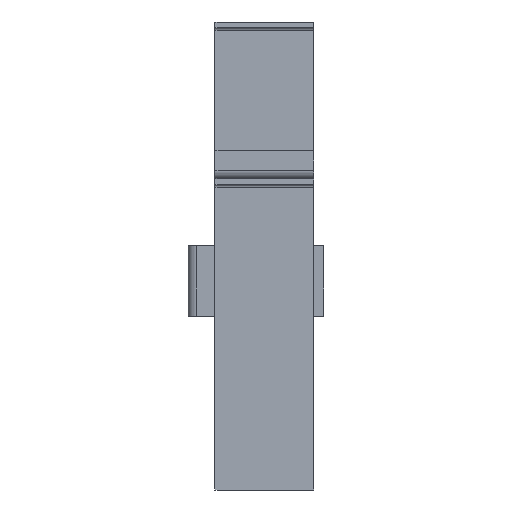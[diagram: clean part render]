
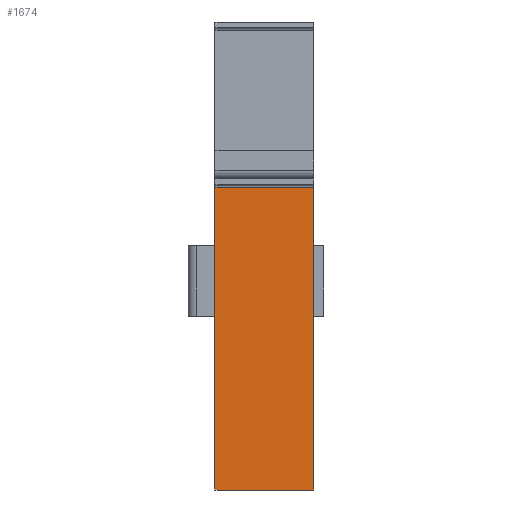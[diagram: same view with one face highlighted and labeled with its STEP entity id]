
A CAD part, front view. The second image highlights one B-rep face of the part: STEP entity #1674.
In plain terms, the highlighted planar face has unit normal (0, -1, 0).
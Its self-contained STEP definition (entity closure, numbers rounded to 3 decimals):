
#41 = CARTESIAN_POINT ( 'NONE',  ( 3., -2., -17.5 ) ) ;
#151 = CARTESIAN_POINT ( 'NONE',  ( 110., -2., -17.5 ) ) ;
#215 = CARTESIAN_POINT ( 'NONE',  ( 0., -2., 17.5 ) ) ;
#228 = EDGE_CURVE ( 'NONE', #1147, #1007, #1033, .T. ) ;
#323 = DIRECTION ( 'NONE',  ( 0., 0., -1. ) ) ;
#324 = CARTESIAN_POINT ( 'NONE',  ( 3., -2., 17.5 ) ) ;
#403 = ORIENTED_EDGE ( 'NONE', *, *, #2122, .F. ) ;
#446 = EDGE_CURVE ( 'NONE', #1147, #1450, #1574, .T. ) ;
#521 = LINE ( 'NONE', #1419, #1701 ) ;
#547 = ORIENTED_EDGE ( 'NONE', *, *, #1400, .F. ) ;
#721 = CARTESIAN_POINT ( 'NONE',  ( 3., -2., 17.5 ) ) ;
#808 = EDGE_LOOP ( 'NONE', ( #2409, #991, #403, #547 ) ) ;
#828 = FACE_OUTER_BOUND ( 'NONE', #808, .T. ) ;
#920 = VECTOR ( 'NONE', #1996, 1000. ) ;
#991 = ORIENTED_EDGE ( 'NONE', *, *, #228, .T. ) ;
#1007 = VERTEX_POINT ( 'NONE', #151 ) ;
#1020 = DIRECTION ( 'NONE',  ( 0., 1., 0. ) ) ;
#1033 = LINE ( 'NONE', #1226, #920 ) ;
#1046 = VECTOR ( 'NONE', #1908, 1000. ) ;
#1147 = VERTEX_POINT ( 'NONE', #41 ) ;
#1154 = VECTOR ( 'NONE', #2017, 1000. ) ;
#1193 = PLANE ( 'NONE',  #2399 ) ;
#1208 = DIRECTION ( 'NONE',  ( 0., 0., 1. ) ) ;
#1226 = CARTESIAN_POINT ( 'NONE',  ( 0., -2., -17.5 ) ) ;
#1400 = EDGE_CURVE ( 'NONE', #1450, #2071, #1553, .T. ) ;
#1419 = CARTESIAN_POINT ( 'NONE',  ( 110., -2., 17.5 ) ) ;
#1450 = VERTEX_POINT ( 'NONE', #721 ) ;
#1553 = LINE ( 'NONE', #215, #1046 ) ;
#1574 = LINE ( 'NONE', #324, #1154 ) ;
#1674 = ADVANCED_FACE ( 'NONE', ( #828 ), #1193, .F. ) ;
#1701 = VECTOR ( 'NONE', #323, 1000. ) ;
#1887 = CARTESIAN_POINT ( 'NONE',  ( 110., -2., 17.5 ) ) ;
#1908 = DIRECTION ( 'NONE',  ( 1., 0., 0. ) ) ;
#1996 = DIRECTION ( 'NONE',  ( 1., 0., 0. ) ) ;
#2017 = DIRECTION ( 'NONE',  ( 0., 0., 1. ) ) ;
#2071 = VERTEX_POINT ( 'NONE', #1887 ) ;
#2122 = EDGE_CURVE ( 'NONE', #2071, #1007, #521, .T. ) ;
#2154 = CARTESIAN_POINT ( 'NONE',  ( 0., -2., 17.5 ) ) ;
#2399 = AXIS2_PLACEMENT_3D ( 'NONE', #2154, #1020, #1208 ) ;
#2409 = ORIENTED_EDGE ( 'NONE', *, *, #446, .F. ) ;
